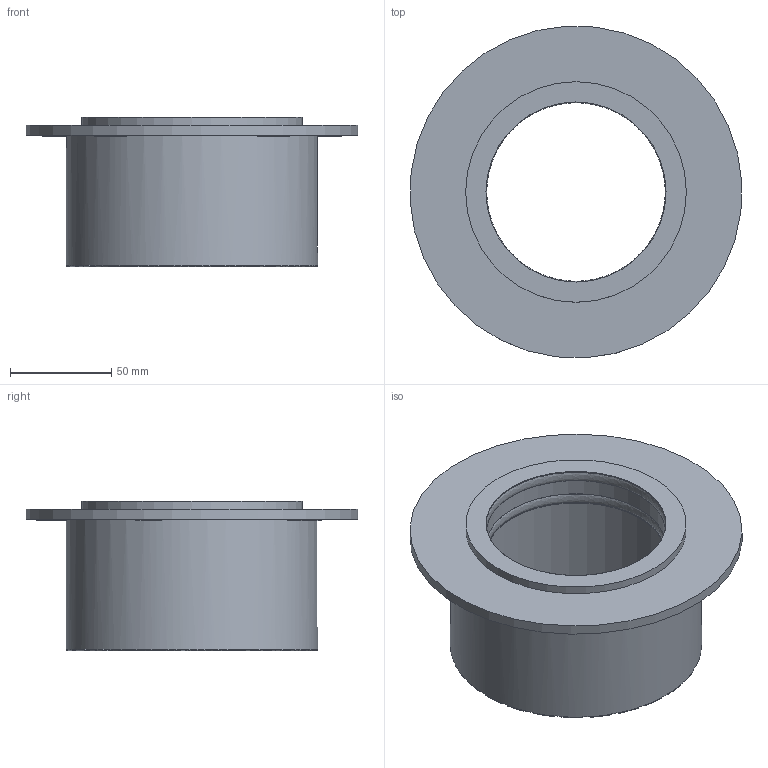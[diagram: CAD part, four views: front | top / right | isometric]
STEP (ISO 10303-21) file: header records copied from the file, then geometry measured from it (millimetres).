
FILE_DESCRIPTION((''),'2;1');
FILE_NAME('SLEEV-IT WT-MAR90M (3 inch).stp','2014-11-17T14:42:14',('se-emikul'),(''),'Autodesk Inventor 2013','Autodesk Inventor 2013','');
FILE_SCHEMA(('AUTOMOTIVE_DESIGN { 1 0 10303 214 1 1 1 1 }'));
Length unit declared in the file: millimetre
Products named in the file (1): SLEEV-IT WT-MAR90M (3 inch)
Bounding box: 163.74 x 163.74 x 74 mm (x, y, z)
Volume: 337485 mm3; surface area: 161683.4 mm2
Topology: 4 solids, 4 shells, 247 faces, 645 edges, 412 vertices
Faces by surface type: plane 196, torus 27, cylinder 21, revolution 2, cone 1
Full cylindrical faces by diameter (mm): 88.9 x3, 94 x1, 95 x1, 102.2 x1, 108.9 x1, 122.2 x2, 124 x1, 164 x1
Entity records: 8167 total; most frequent: CARTESIAN_POINT 1777, DIRECTION 1268, ORIENTED_EDGE 1262, EDGE_CURVE 631, AXIS2_PLACEMENT_3D 441, VERTEX_POINT 410, VECTOR 384, LINE 384
